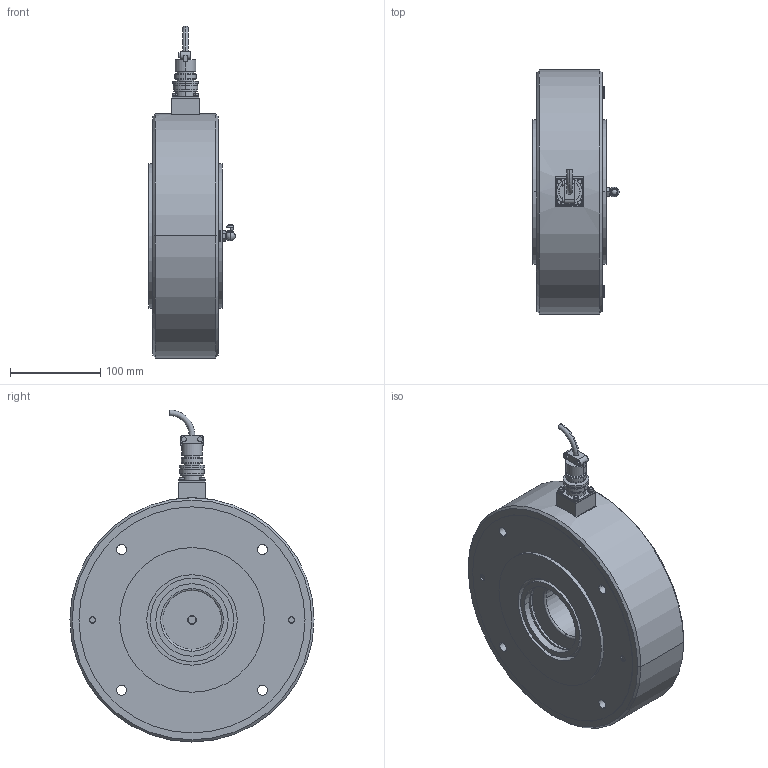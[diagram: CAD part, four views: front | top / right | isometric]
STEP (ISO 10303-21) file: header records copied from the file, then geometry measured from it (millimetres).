
FILE_DESCRIPTION((''),'2;1');
FILE_NAME('31101945_-.stp','2019-10-09T16:00:12',(''),(''),'Mechanical Desktop 2009','Mechanical Desktop 2009',', , ');
FILE_SCHEMA(('CONFIG_CONTROL_DESIGN'));
Length unit declared in the file: millimetre
Products named in the file (35): ZEICHNUNG6; L50008A; L4899004; TEIL1AA; L48999A; TEIL1A; L49026; TEIL1AAAA; I-6KT_SCHRAUBE_M3X25; I-6KT_SCHRAUBE_M3X25A; FEDERRING_M3A; FEDERRING_M3; V_RING_V80A; V_RING_V80AA; L4410401; TEIL1AAA; FLANSCHDOSE_14S-2P_4-POLIG; FLANSCHDOSE_14S-2P_4-POLIGA; I-6KT_SCHRAUBE_M8X65A; I-6KT_SCHRAUBE_M8X65; SICHERUNGSRING_J140; SICHERUNGSRING_J140A; PENDELKUGELLAGER_1313TV; PENDELKUGELLAGER_1313TVA; L51066; TEIL1; SCHMIERNIPPEL_M10X1_90_H3A; SCHMIERNIPPEL_M10X1_90_H3; L50008; L48999; L48998A; RM_SDBA; L48998; TEIL1AAAAA; RM_SDB
Assembly tree (41 placements, depth 4):
  ZEICHNUNG6
    L50008A
      L4899004
        TEIL1AA
      L48999A
        TEIL1A
      L49026
        TEIL1AAAA
      I-6KT_SCHRAUBE_M3X25  x4
        I-6KT_SCHRAUBE_M3X25A
      FEDERRING_M3A  x4
        FEDERRING_M3
      V_RING_V80A
        V_RING_V80AA
      L4410401  x2
        TEIL1AAA
      FLANSCHDOSE_14S-2P_4-POLIG
        FLANSCHDOSE_14S-2P_4-POLIGA
      I-6KT_SCHRAUBE_M8X65A  x2
        I-6KT_SCHRAUBE_M8X65
      SICHERUNGSRING_J140
        SICHERUNGSRING_J140A
      PENDELKUGELLAGER_1313TV
        PENDELKUGELLAGER_1313TVA
      L51066
        TEIL1
      SCHMIERNIPPEL_M10X1_90_H3A
        SCHMIERNIPPEL_M10X1_90_H3
    L50008
      L48999
      L48998A
    RM_SDBA  x3
  L48998
  TEIL1AAAAA
  RM_SDB
Bounding box: 95.46 x 270 x 367.15 mm (x, y, z)
Volume: 3684461.6 mm3; surface area: 574329.5 mm2
Topology: 21 solids, 21 shells, 406 faces, 955 edges, 628 vertices
Faces by surface type: cylinder 230, plane 112, cone 34, torus 22, bspline 4, sphere 4
Entity records: 11097 total; most frequent: DIRECTION 2014, CARTESIAN_POINT 1986, ORIENTED_EDGE 1526, AXIS2_PLACEMENT_3D 864, EDGE_CURVE 763, VERTEX_POINT 506, CIRCLE 477, EDGE_LOOP 451
